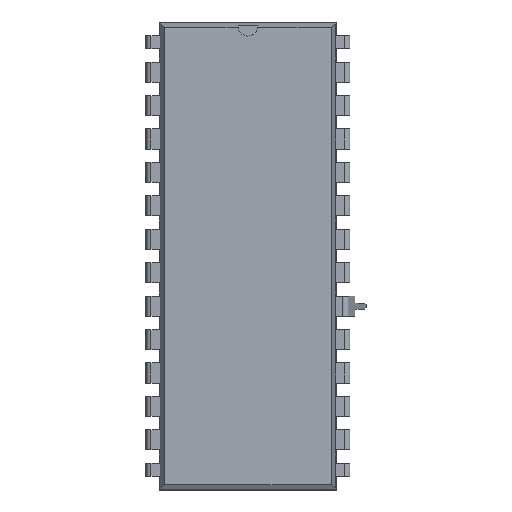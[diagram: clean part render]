
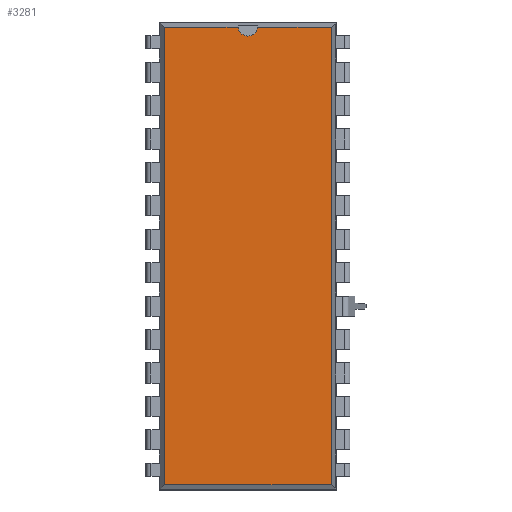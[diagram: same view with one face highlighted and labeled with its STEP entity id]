
A CAD part, top view. The second image highlights one B-rep face of the part: STEP entity #3281.
In plain terms, the highlighted planar face has unit normal (0, 0, 1).
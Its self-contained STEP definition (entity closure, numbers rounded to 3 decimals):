
#1199 = VERTEX_POINT('',#1200);
#1200 = CARTESIAN_POINT('',(13.952,0.871,3.68));
#1205 = EDGE_CURVE('',#1206,#1199,#1208,.T.);
#1206 = VERTEX_POINT('',#1207);
#1207 = CARTESIAN_POINT('',(13.952,-33.891,3.68));
#1208 = LINE('',#1209,#1210);
#1209 = CARTESIAN_POINT('',(13.952,-33.891,3.68));
#1210 = VECTOR('',#1211,1.);
#1211 = DIRECTION('',(0.,1.,0.));
#2939 = VERTEX_POINT('',#2940);
#2940 = CARTESIAN_POINT('',(1.288,0.871,3.68));
#2945 = EDGE_CURVE('',#2946,#2939,#2948,.T.);
#2946 = VERTEX_POINT('',#2947);
#2947 = CARTESIAN_POINT('',(6.874,0.871,3.68));
#2948 = LINE('',#2949,#2950);
#2949 = CARTESIAN_POINT('',(13.952,0.871,3.68));
#2950 = VECTOR('',#2951,1.);
#2951 = DIRECTION('',(-1.,0.,0.));
#3166 = VERTEX_POINT('',#3167);
#3167 = CARTESIAN_POINT('',(8.366,0.871,3.68));
#3271 = EDGE_CURVE('',#1199,#3166,#3272,.T.);
#3272 = LINE('',#3273,#3274);
#3273 = CARTESIAN_POINT('',(13.952,0.871,3.68));
#3274 = VECTOR('',#3275,1.);
#3275 = DIRECTION('',(-1.,0.,0.));
#3281 = ADVANCED_FACE('',(#3282),#3317,.F.);
#3282 = FACE_BOUND('',#3283,.F.);
#3283 = EDGE_LOOP('',(#3284,#3285,#3293,#3299,#3300,#3309,#3316));
#3284 = ORIENTED_EDGE('',*,*,#1205,.F.);
#3285 = ORIENTED_EDGE('',*,*,#3286,.F.);
#3286 = EDGE_CURVE('',#3287,#1206,#3289,.T.);
#3287 = VERTEX_POINT('',#3288);
#3288 = CARTESIAN_POINT('',(1.288,-33.891,3.68));
#3289 = LINE('',#3290,#3291);
#3290 = CARTESIAN_POINT('',(1.288,-33.891,3.68));
#3291 = VECTOR('',#3292,1.);
#3292 = DIRECTION('',(1.,0.,0.));
#3293 = ORIENTED_EDGE('',*,*,#3294,.F.);
#3294 = EDGE_CURVE('',#2939,#3287,#3295,.T.);
#3295 = LINE('',#3296,#3297);
#3296 = CARTESIAN_POINT('',(1.288,0.871,3.68));
#3297 = VECTOR('',#3298,1.);
#3298 = DIRECTION('',(0.,-1.,0.));
#3299 = ORIENTED_EDGE('',*,*,#2945,.F.);
#3300 = ORIENTED_EDGE('',*,*,#3301,.F.);
#3301 = EDGE_CURVE('',#3302,#2946,#3304,.T.);
#3302 = VERTEX_POINT('',#3303);
#3303 = CARTESIAN_POINT('',(7.62,0.196,3.68));
#3304 = CIRCLE('',#3305,0.75);
#3305 = AXIS2_PLACEMENT_3D('',#3306,#3307,#3308);
#3306 = CARTESIAN_POINT('',(7.62,0.946,3.68));
#3307 = DIRECTION('',(0.,-0.,-1.));
#3308 = DIRECTION('',(0.,-1.,0.));
#3309 = ORIENTED_EDGE('',*,*,#3310,.F.);
#3310 = EDGE_CURVE('',#3166,#3302,#3311,.T.);
#3311 = CIRCLE('',#3312,0.75);
#3312 = AXIS2_PLACEMENT_3D('',#3313,#3314,#3315);
#3313 = CARTESIAN_POINT('',(7.62,0.946,3.68));
#3314 = DIRECTION('',(0.,-0.,-1.));
#3315 = DIRECTION('',(0.,-1.,0.));
#3316 = ORIENTED_EDGE('',*,*,#3271,.F.);
#3317 = PLANE('',#3318);
#3318 = AXIS2_PLACEMENT_3D('',#3319,#3320,#3321);
#3319 = CARTESIAN_POINT('',(13.952,-33.891,3.68));
#3320 = DIRECTION('',(0.,0.,-1.));
#3321 = DIRECTION('',(-0.342,0.94,0.));
